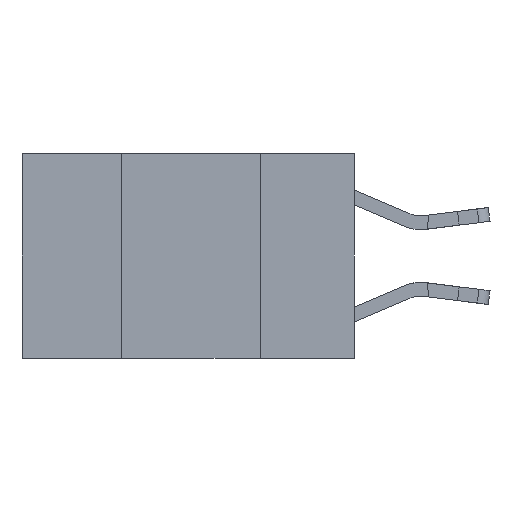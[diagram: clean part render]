
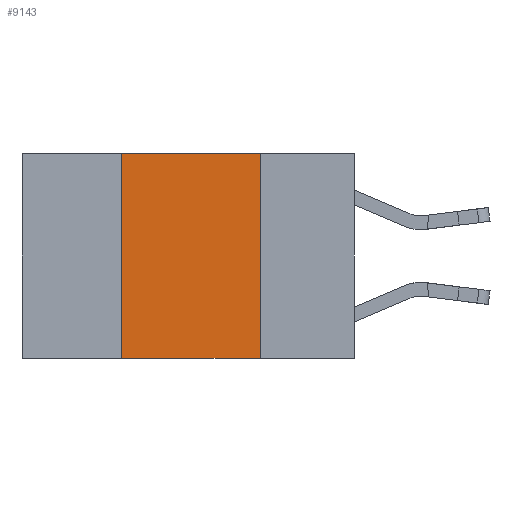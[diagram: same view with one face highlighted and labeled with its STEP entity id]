
A CAD part, left-side view. The second image highlights one B-rep face of the part: STEP entity #9143.
In plain terms, the highlighted planar face has unit normal (-1, 0, 0).
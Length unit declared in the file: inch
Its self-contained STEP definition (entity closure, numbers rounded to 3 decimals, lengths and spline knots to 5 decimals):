
#1268 = LINE ( 'NONE', #6010, #11519 ) ;
#1412 = ORIENTED_EDGE ( 'NONE', *, *, #5875, .T. ) ;
#1733 = CARTESIAN_POINT ( 'NONE',  ( 0., 0.42, 0. ) ) ;
#1958 = VECTOR ( 'NONE', #11299, 39.37008 ) ;
#2398 = CARTESIAN_POINT ( 'NONE',  ( 0., 0.42, -0.37 ) ) ;
#2416 = EDGE_LOOP ( 'NONE', ( #5201, #14774, #3859, #1412 ) ) ;
#2543 = VERTEX_POINT ( 'NONE', #3680 ) ;
#3114 = VERTEX_POINT ( 'NONE', #3960 ) ;
#3680 = CARTESIAN_POINT ( 'NONE',  ( 0., 0.17, 0. ) ) ;
#3859 = ORIENTED_EDGE ( 'NONE', *, *, #5339, .F. ) ;
#3960 = CARTESIAN_POINT ( 'NONE',  ( 0., 0.42, 0. ) ) ;
#4541 = CARTESIAN_POINT ( 'NONE',  ( 0., 0.6, -0.37 ) ) ;
#4684 = DIRECTION ( 'NONE',  ( 1., 0., 0. ) ) ;
#5201 = ORIENTED_EDGE ( 'NONE', *, *, #7470, .F. ) ;
#5339 = EDGE_CURVE ( 'NONE', #10439, #3114, #11258, .T. ) ;
#5346 = CARTESIAN_POINT ( 'NONE',  ( 0., 0.6, 0. ) ) ;
#5391 = DIRECTION ( 'NONE',  ( 0., 0., 1. ) ) ;
#5851 = FACE_OUTER_BOUND ( 'NONE', #2416, .T. ) ;
#5875 = EDGE_CURVE ( 'NONE', #10439, #7286, #9414, .T. ) ;
#6010 = CARTESIAN_POINT ( 'NONE',  ( 0., 0.17, 0. ) ) ;
#6400 = VECTOR ( 'NONE', #11681, 39.37008 ) ;
#6578 = LINE ( 'NONE', #5346, #1958 ) ;
#6715 = EDGE_CURVE ( 'NONE', #3114, #2543, #6578, .T. ) ;
#7286 = VERTEX_POINT ( 'NONE', #13821 ) ;
#7470 = EDGE_CURVE ( 'NONE', #2543, #7286, #1268, .T. ) ;
#8155 = VECTOR ( 'NONE', #5391, 39.37008 ) ;
#9143 = ADVANCED_FACE ( 'NONE', ( #5851 ), #10558, .F. ) ;
#9414 = LINE ( 'NONE', #4541, #6400 ) ;
#10439 = VERTEX_POINT ( 'NONE', #2398 ) ;
#10558 = PLANE ( 'NONE',  #14322 ) ;
#11258 = LINE ( 'NONE', #1733, #8155 ) ;
#11299 = DIRECTION ( 'NONE',  ( 0., -1., 0. ) ) ;
#11519 = VECTOR ( 'NONE', #13161, 39.37008 ) ;
#11681 = DIRECTION ( 'NONE',  ( 0., -1., 0. ) ) ;
#13161 = DIRECTION ( 'NONE',  ( 0., 0., -1. ) ) ;
#13799 = DIRECTION ( 'NONE',  ( 0., 0., -1. ) ) ;
#13821 = CARTESIAN_POINT ( 'NONE',  ( 0., 0.17, -0.37 ) ) ;
#14322 = AXIS2_PLACEMENT_3D ( 'NONE', #15347, #4684, #13799 ) ;
#14774 = ORIENTED_EDGE ( 'NONE', *, *, #6715, .F. ) ;
#15347 = CARTESIAN_POINT ( 'NONE',  ( 0., 0.6, 0. ) ) ;
